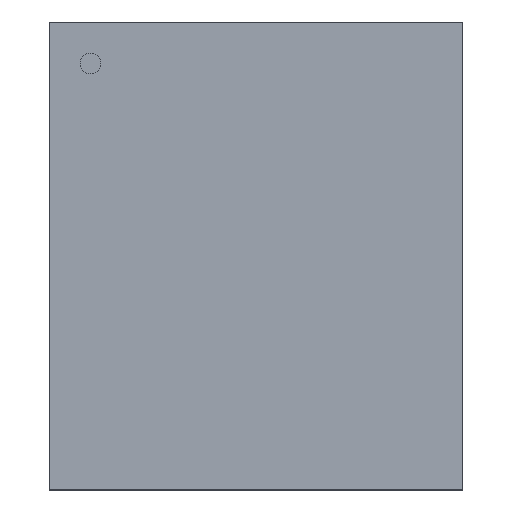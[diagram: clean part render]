
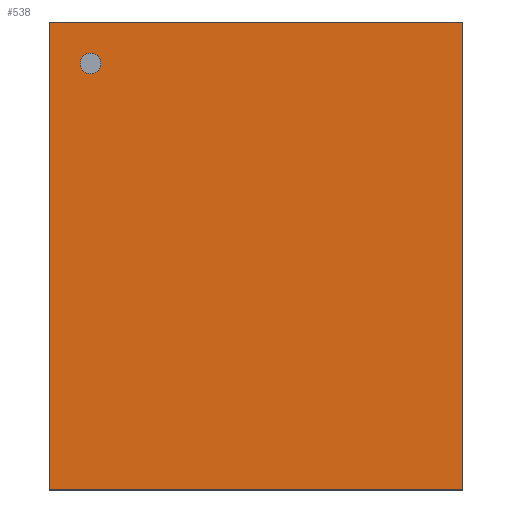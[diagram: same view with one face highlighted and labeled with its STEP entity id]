
A CAD part, top view. The second image highlights one B-rep face of the part: STEP entity #538.
In plain terms, the highlighted planar face has unit normal (0, 0, 1).
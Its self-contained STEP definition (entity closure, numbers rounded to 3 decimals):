
#314=CARTESIAN_POINT('',(0.775,-0.876,0.559));
#313=VERTEX_POINT('',#314);
#324=CARTESIAN_POINT('',(-0.775,-0.876,0.559));
#323=VERTEX_POINT('',#324);
#322=EDGE_CURVE('',#323,#313,#327,.T.);
#327=LINE('',#324,#329);
#329=VECTOR('',#330,1.549);
#330=DIRECTION('',(1.0,0.0,0.0));
#363=CARTESIAN_POINT('',(0.775,0.876,0.559));
#362=VERTEX_POINT('',#363);
#371=EDGE_CURVE('',#313,#362,#376,.T.);
#376=LINE('',#314,#378);
#378=VECTOR('',#379,1.753);
#379=DIRECTION('',(0.0,1.0,0.0));
#412=CARTESIAN_POINT('',(-0.775,0.876,0.559));
#411=VERTEX_POINT('',#412);
#420=EDGE_CURVE('',#362,#411,#425,.T.);
#425=LINE('',#363,#427);
#427=VECTOR('',#428,1.549);
#428=DIRECTION('',(-1.0,0.0,0.0));
#469=EDGE_CURVE('',#411,#323,#474,.T.);
#474=LINE('',#412,#476);
#476=VECTOR('',#477,1.753);
#477=DIRECTION('',(0.0,-1.0,0.0));
#538=ADVANCED_FACE('',(#544),#539,.T.);
#539=PLANE('',#540);
#540=AXIS2_PLACEMENT_3D('',#541,#542,#543);
#541=CARTESIAN_POINT('',(-0.775,-0.876,0.559));
#542=DIRECTION('',(0.0,0.0,1.0));
#543=DIRECTION('',(0.,1.,0.));
#544=FACE_OUTER_BOUND('',#545,.T.);
#545=EDGE_LOOP('',(#546,#556,#566,#576));
#546=ORIENTED_EDGE('',*,*,#322,.T.);
#556=ORIENTED_EDGE('',*,*,#371,.T.);
#566=ORIENTED_EDGE('',*,*,#420,.T.);
#576=ORIENTED_EDGE('',*,*,#469,.T.);
